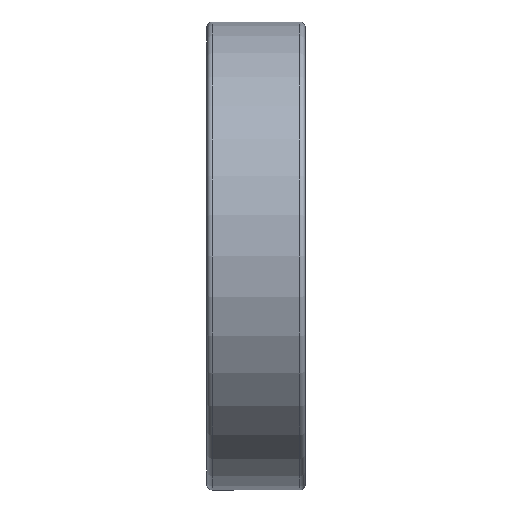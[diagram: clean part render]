
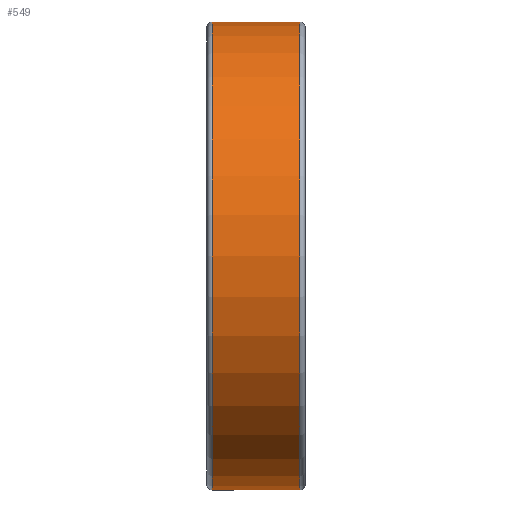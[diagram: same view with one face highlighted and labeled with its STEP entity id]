
A CAD part, front view. The second image highlights one B-rep face of the part: STEP entity #549.
In plain terms, the highlighted cylindrical face has radius 50 mm (diameter 100 mm), a partial arc.
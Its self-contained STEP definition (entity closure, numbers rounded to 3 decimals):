
#1 = CARTESIAN_POINT ( 'NONE',  ( -9.4, 0., 0. ) ) ;
#39 = ORIENTED_EDGE ( 'NONE', *, *, #462, .T. ) ;
#47 = EDGE_CURVE ( 'NONE', #611, #357, #245, .T. ) ;
#49 = CARTESIAN_POINT ( 'NONE',  ( -20.637, 0., -50. ) ) ;
#76 = AXIS2_PLACEMENT_3D ( 'NONE', #507, #133, #572 ) ;
#109 = CARTESIAN_POINT ( 'NONE',  ( -9.4, 0., -50. ) ) ;
#113 = CARTESIAN_POINT ( 'NONE',  ( -20.637, 0., 50. ) ) ;
#129 = FACE_OUTER_BOUND ( 'NONE', #550, .T. ) ;
#133 = DIRECTION ( 'NONE',  ( 1., 0., 0. ) ) ;
#156 = DIRECTION ( 'NONE',  ( 0., 0., -1. ) ) ;
#169 = LINE ( 'NONE', #49, #259 ) ;
#186 = CYLINDRICAL_SURFACE ( 'NONE', #76, 50. ) ;
#215 = EDGE_CURVE ( 'NONE', #677, #611, #687, .T. ) ;
#219 = AXIS2_PLACEMENT_3D ( 'NONE', #1, #563, #560 ) ;
#245 = CIRCLE ( 'NONE', #296, 50. ) ;
#250 = DIRECTION ( 'NONE',  ( 1., 0., 0. ) ) ;
#259 = VECTOR ( 'NONE', #688, 1000. ) ;
#296 = AXIS2_PLACEMENT_3D ( 'NONE', #484, #604, #156 ) ;
#357 = VERTEX_POINT ( 'NONE', #520 ) ;
#365 = VECTOR ( 'NONE', #250, 1000. ) ;
#462 = EDGE_CURVE ( 'NONE', #727, #357, #169, .T. ) ;
#484 = CARTESIAN_POINT ( 'NONE',  ( 9.4, 0., 0. ) ) ;
#494 = ORIENTED_EDGE ( 'NONE', *, *, #606, .T. ) ;
#507 = CARTESIAN_POINT ( 'NONE',  ( -20.637, 0., 0. ) ) ;
#520 = CARTESIAN_POINT ( 'NONE',  ( 9.4, 0., -50. ) ) ;
#526 = CIRCLE ( 'NONE', #219, 50. ) ;
#549 = ADVANCED_FACE ( 'NONE', ( #129 ), #186, .T. ) ;
#550 = EDGE_LOOP ( 'NONE', ( #739, #494, #39, #590 ) ) ;
#560 = DIRECTION ( 'NONE',  ( 0., 0., -1. ) ) ;
#563 = DIRECTION ( 'NONE',  ( 1., 0., 0. ) ) ;
#572 = DIRECTION ( 'NONE',  ( 0., 0., -1. ) ) ;
#590 = ORIENTED_EDGE ( 'NONE', *, *, #47, .F. ) ;
#604 = DIRECTION ( 'NONE',  ( 1., 0., 0. ) ) ;
#606 = EDGE_CURVE ( 'NONE', #677, #727, #526, .T. ) ;
#611 = VERTEX_POINT ( 'NONE', #767 ) ;
#616 = CARTESIAN_POINT ( 'NONE',  ( -9.4, 0., 50. ) ) ;
#677 = VERTEX_POINT ( 'NONE', #616 ) ;
#687 = LINE ( 'NONE', #113, #365 ) ;
#688 = DIRECTION ( 'NONE',  ( 1., 0., 0. ) ) ;
#727 = VERTEX_POINT ( 'NONE', #109 ) ;
#739 = ORIENTED_EDGE ( 'NONE', *, *, #215, .F. ) ;
#767 = CARTESIAN_POINT ( 'NONE',  ( 9.4, 0., 50. ) ) ;
